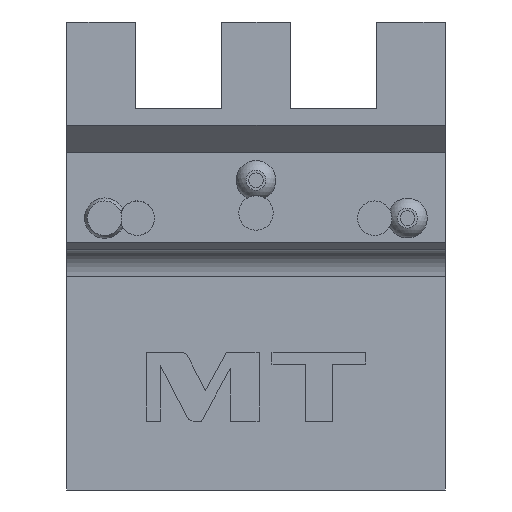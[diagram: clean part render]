
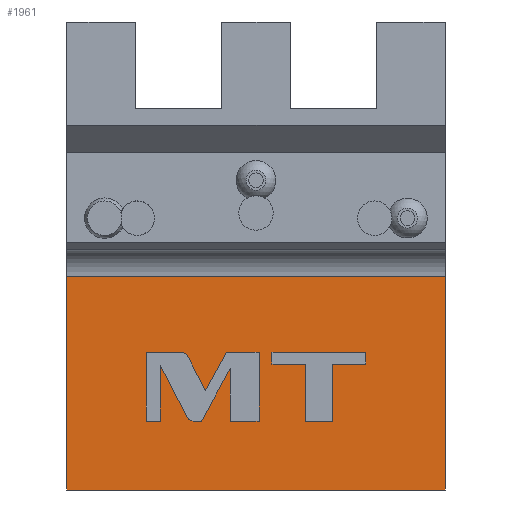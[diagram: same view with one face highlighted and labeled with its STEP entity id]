
A CAD part, left-side view. The second image highlights one B-rep face of the part: STEP entity #1961.
In plain terms, the highlighted planar face has unit normal (-1, 0, 0).
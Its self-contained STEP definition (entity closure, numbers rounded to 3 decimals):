
#21=DIRECTION('',(0.,1.,0.));
#22=VECTOR('',#21,110.);
#23=CARTESIAN_POINT('',(-30.,-55.,-55.));
#24=LINE('',#23,#22);
#204=DIRECTION('',(0.,0.,1.));
#205=VECTOR('',#204,62.);
#206=CARTESIAN_POINT('',(-30.,-55.,-55.));
#207=LINE('',#206,#205);
#232=DIRECTION('',(0.,-1.,0.));
#233=VECTOR('',#232,110.);
#234=CARTESIAN_POINT('',(-30.,55.,7.));
#235=LINE('',#234,#233);
#236=CARTESIAN_POINT('',(-30.,19.771,-16.302));
#237=CARTESIAN_POINT('',(-30.,20.186,-15.499));
#238=CARTESIAN_POINT('',(-30.,21.006,-15.));
#239=CARTESIAN_POINT('',(-30.,21.91,-15.));
#241=DIRECTION('',(0.,1.,0.));
#242=VECTOR('',#241,10.054);
#243=CARTESIAN_POINT('',(-30.,21.91,-15.));
#244=LINE('',#243,#242);
#245=DIRECTION('',(0.,0.,-1.));
#246=VECTOR('',#245,20.);
#247=CARTESIAN_POINT('',(-30.,31.964,-15.));
#248=LINE('',#247,#246);
#249=DIRECTION('',(0.,-1.,0.));
#250=VECTOR('',#249,4.16);
#251=CARTESIAN_POINT('',(-30.,31.964,-35.));
#252=LINE('',#251,#250);
#253=DIRECTION('',(0.,0.,1.));
#254=VECTOR('',#253,16.202);
#255=CARTESIAN_POINT('',(-30.,27.804,-35.));
#256=LINE('',#255,#254);
#257=DIRECTION('',(0.,-0.459,-0.888));
#258=VECTOR('',#257,16.774);
#259=CARTESIAN_POINT('',(-30.,27.804,-18.798));
#260=LINE('',#259,#258);
#261=CARTESIAN_POINT('',(-30.,20.1,-33.698));
#262=CARTESIAN_POINT('',(-30.,19.684,-34.502));
#263=CARTESIAN_POINT('',(-30.,18.863,-35.));
#264=CARTESIAN_POINT('',(-30.,17.958,-35.));
#266=DIRECTION('',(0.,-1.,0.));
#267=VECTOR('',#266,2.086);
#268=CARTESIAN_POINT('',(-30.,17.958,-35.));
#269=LINE('',#268,#267);
#270=DIRECTION('',(0.,-0.481,0.877));
#271=VECTOR('',#270,17.353);
#272=CARTESIAN_POINT('',(-30.,15.872,-35.));
#273=LINE('',#272,#271);
#274=DIRECTION('',(0.,0.,-1.));
#275=VECTOR('',#274,15.212);
#276=CARTESIAN_POINT('',(-30.,7.522,-19.788));
#277=LINE('',#276,#275);
#278=DIRECTION('',(0.,-1.,0.));
#279=VECTOR('',#278,8.416);
#280=CARTESIAN_POINT('',(-30.,7.522,-35.));
#281=LINE('',#280,#279);
#282=DIRECTION('',(0.,0.,1.));
#283=VECTOR('',#282,20.);
#284=CARTESIAN_POINT('',(-30.,-0.894,-35.));
#285=LINE('',#284,#283);
#286=DIRECTION('',(0.,1.,0.));
#287=VECTOR('',#286,9.488);
#288=CARTESIAN_POINT('',(-30.,-0.894,-15.));
#289=LINE('',#288,#287);
#290=DIRECTION('',(0.,0.481,-0.877));
#291=VECTOR('',#290,12.681);
#292=CARTESIAN_POINT('',(-30.,8.594,-15.));
#293=LINE('',#292,#291);
#294=DIRECTION('',(0.,0.459,0.888));
#295=VECTOR('',#294,11.049);
#296=CARTESIAN_POINT('',(-30.,14.696,-26.116));
#297=LINE('',#296,#295);
#298=DIRECTION('',(0.,0.,-1.));
#299=VECTOR('',#298,16.594);
#300=CARTESIAN_POINT('',(-30.,-14.344,-18.406));
#301=LINE('',#300,#299);
#302=DIRECTION('',(0.,-1.,0.));
#303=VECTOR('',#302,7.922);
#304=CARTESIAN_POINT('',(-30.,-14.344,-35.));
#305=LINE('',#304,#303);
#306=DIRECTION('',(0.,0.,1.));
#307=VECTOR('',#306,16.594);
#308=CARTESIAN_POINT('',(-30.,-22.266,-35.));
#309=LINE('',#308,#307);
#310=DIRECTION('',(0.,-1.,0.));
#311=VECTOR('',#310,9.696);
#312=CARTESIAN_POINT('',(-30.,-22.266,-18.406));
#313=LINE('',#312,#311);
#314=DIRECTION('',(0.,0.,1.));
#315=VECTOR('',#314,3.406);
#316=CARTESIAN_POINT('',(-30.,-31.962,-18.406));
#317=LINE('',#316,#315);
#318=DIRECTION('',(0.,1.,0.));
#319=VECTOR('',#318,27.314);
#320=CARTESIAN_POINT('',(-30.,-31.962,-15.));
#321=LINE('',#320,#319);
#322=DIRECTION('',(0.,0.,-1.));
#323=VECTOR('',#322,3.406);
#324=CARTESIAN_POINT('',(-30.,-4.648,-15.));
#325=LINE('',#324,#323);
#326=DIRECTION('',(0.,-1.,0.));
#327=VECTOR('',#326,9.696);
#328=CARTESIAN_POINT('',(-30.,-4.648,-18.406));
#329=LINE('',#328,#327);
#364=DIRECTION('',(0.,0.,1.));
#365=VECTOR('',#364,62.);
#366=CARTESIAN_POINT('',(-30.,55.,-55.));
#367=LINE('',#366,#365);
#1329=CARTESIAN_POINT('',(-30.,-55.,-55.));
#1330=CARTESIAN_POINT('',(-30.,55.,-55.));
#1331=VERTEX_POINT('',#1329);
#1332=VERTEX_POINT('',#1330);
#1339=CARTESIAN_POINT('',(-30.,55.,7.));
#1340=CARTESIAN_POINT('',(-30.,-55.,7.));
#1341=VERTEX_POINT('',#1339);
#1342=VERTEX_POINT('',#1340);
#1630=CARTESIAN_POINT('',(-30.,19.771,-16.302));
#1631=VERTEX_POINT('',#1630);
#1632=CARTESIAN_POINT('',(-30.,21.91,-15.));
#1633=VERTEX_POINT('',#1632);
#1634=CARTESIAN_POINT('',(-30.,31.964,-15.));
#1635=VERTEX_POINT('',#1634);
#1636=CARTESIAN_POINT('',(-30.,31.964,-35.));
#1637=VERTEX_POINT('',#1636);
#1638=CARTESIAN_POINT('',(-30.,27.804,-35.));
#1639=VERTEX_POINT('',#1638);
#1640=CARTESIAN_POINT('',(-30.,27.804,-18.798));
#1641=VERTEX_POINT('',#1640);
#1642=CARTESIAN_POINT('',(-30.,20.1,-33.698));
#1643=VERTEX_POINT('',#1642);
#1644=CARTESIAN_POINT('',(-30.,17.958,-35.));
#1645=VERTEX_POINT('',#1644);
#1646=CARTESIAN_POINT('',(-30.,15.872,-35.));
#1647=VERTEX_POINT('',#1646);
#1648=CARTESIAN_POINT('',(-30.,7.522,-19.788));
#1649=VERTEX_POINT('',#1648);
#1650=CARTESIAN_POINT('',(-30.,7.522,-35.));
#1651=VERTEX_POINT('',#1650);
#1652=CARTESIAN_POINT('',(-30.,-0.894,-35.));
#1653=VERTEX_POINT('',#1652);
#1654=CARTESIAN_POINT('',(-30.,-0.894,-15.));
#1655=VERTEX_POINT('',#1654);
#1656=CARTESIAN_POINT('',(-30.,8.594,-15.));
#1657=VERTEX_POINT('',#1656);
#1658=CARTESIAN_POINT('',(-30.,14.696,-26.116));
#1659=VERTEX_POINT('',#1658);
#1660=CARTESIAN_POINT('',(-30.,-14.344,-18.406));
#1661=VERTEX_POINT('',#1660);
#1662=CARTESIAN_POINT('',(-30.,-14.344,-35.));
#1663=VERTEX_POINT('',#1662);
#1664=CARTESIAN_POINT('',(-30.,-22.266,-35.));
#1665=VERTEX_POINT('',#1664);
#1666=CARTESIAN_POINT('',(-30.,-22.266,-18.406));
#1667=VERTEX_POINT('',#1666);
#1668=CARTESIAN_POINT('',(-30.,-31.962,-18.406));
#1669=VERTEX_POINT('',#1668);
#1670=CARTESIAN_POINT('',(-30.,-31.962,-15.));
#1671=VERTEX_POINT('',#1670);
#1672=CARTESIAN_POINT('',(-30.,-4.648,-15.));
#1673=VERTEX_POINT('',#1672);
#1674=CARTESIAN_POINT('',(-30.,-4.648,-18.406));
#1675=VERTEX_POINT('',#1674);
#1898=CARTESIAN_POINT('',(-30.,55.,15.));
#1899=DIRECTION('',(1.,0.,0.));
#1900=DIRECTION('',(0.,0.,-1.));
#1901=AXIS2_PLACEMENT_3D('',#1898,#1899,#1900);
#1902=PLANE('',#1901);
#1904=ORIENTED_EDGE('',*,*,#1903,.T.);
#1905=ORIENTED_EDGE('',*,*,#1873,.F.);
#1906=ORIENTED_EDGE('',*,*,#1691,.T.);
#1908=ORIENTED_EDGE('',*,*,#1907,.T.);
#1909=EDGE_LOOP('',(#1904,#1905,#1906,#1908));
#1910=FACE_OUTER_BOUND('',#1909,.F.);
#1912=ORIENTED_EDGE('',*,*,#1911,.T.);
#1914=ORIENTED_EDGE('',*,*,#1913,.T.);
#1916=ORIENTED_EDGE('',*,*,#1915,.T.);
#1918=ORIENTED_EDGE('',*,*,#1917,.T.);
#1920=ORIENTED_EDGE('',*,*,#1919,.T.);
#1922=ORIENTED_EDGE('',*,*,#1921,.T.);
#1924=ORIENTED_EDGE('',*,*,#1923,.T.);
#1926=ORIENTED_EDGE('',*,*,#1925,.T.);
#1928=ORIENTED_EDGE('',*,*,#1927,.T.);
#1930=ORIENTED_EDGE('',*,*,#1929,.T.);
#1932=ORIENTED_EDGE('',*,*,#1931,.T.);
#1934=ORIENTED_EDGE('',*,*,#1933,.T.);
#1936=ORIENTED_EDGE('',*,*,#1935,.T.);
#1938=ORIENTED_EDGE('',*,*,#1937,.T.);
#1940=ORIENTED_EDGE('',*,*,#1939,.T.);
#1941=EDGE_LOOP('',(#1912,#1914,#1916,#1918,#1920,#1922,#1924,#1926,#1928,#1930,
#1932,#1934,#1936,#1938,#1940));
#1942=FACE_BOUND('',#1941,.F.);
#1944=ORIENTED_EDGE('',*,*,#1943,.T.);
#1946=ORIENTED_EDGE('',*,*,#1945,.T.);
#1948=ORIENTED_EDGE('',*,*,#1947,.T.);
#1950=ORIENTED_EDGE('',*,*,#1949,.T.);
#1952=ORIENTED_EDGE('',*,*,#1951,.T.);
#1954=ORIENTED_EDGE('',*,*,#1953,.T.);
#1956=ORIENTED_EDGE('',*,*,#1955,.T.);
#1958=ORIENTED_EDGE('',*,*,#1957,.T.);
#1959=EDGE_LOOP('',(#1944,#1946,#1948,#1950,#1952,#1954,#1956,#1958));
#1960=FACE_BOUND('',#1959,.F.);
#1961=ADVANCED_FACE('',(#1910,#1942,#1960),#1902,.F.);
#240=B_SPLINE_CURVE_WITH_KNOTS('',3,(#236,#237,#238,#239),.UNSPECIFIED.,.F.,.F.,
(4,4),(0.,1.),.UNSPECIFIED.);
#265=B_SPLINE_CURVE_WITH_KNOTS('',3,(#261,#262,#263,#264),.UNSPECIFIED.,.F.,.F.,
(4,4),(0.,1.),.UNSPECIFIED.);
#1691=EDGE_CURVE('',#1331,#1332,#24,.T.);
#1873=EDGE_CURVE('',#1331,#1342,#207,.T.);
#1903=EDGE_CURVE('',#1341,#1342,#235,.T.);
#1907=EDGE_CURVE('',#1332,#1341,#367,.T.);
#1911=EDGE_CURVE('',#1631,#1633,#240,.T.);
#1913=EDGE_CURVE('',#1633,#1635,#244,.T.);
#1915=EDGE_CURVE('',#1635,#1637,#248,.T.);
#1917=EDGE_CURVE('',#1637,#1639,#252,.T.);
#1919=EDGE_CURVE('',#1639,#1641,#256,.T.);
#1921=EDGE_CURVE('',#1641,#1643,#260,.T.);
#1923=EDGE_CURVE('',#1643,#1645,#265,.T.);
#1925=EDGE_CURVE('',#1645,#1647,#269,.T.);
#1927=EDGE_CURVE('',#1647,#1649,#273,.T.);
#1929=EDGE_CURVE('',#1649,#1651,#277,.T.);
#1931=EDGE_CURVE('',#1651,#1653,#281,.T.);
#1933=EDGE_CURVE('',#1653,#1655,#285,.T.);
#1935=EDGE_CURVE('',#1655,#1657,#289,.T.);
#1937=EDGE_CURVE('',#1657,#1659,#293,.T.);
#1939=EDGE_CURVE('',#1659,#1631,#297,.T.);
#1943=EDGE_CURVE('',#1661,#1663,#301,.T.);
#1945=EDGE_CURVE('',#1663,#1665,#305,.T.);
#1947=EDGE_CURVE('',#1665,#1667,#309,.T.);
#1949=EDGE_CURVE('',#1667,#1669,#313,.T.);
#1951=EDGE_CURVE('',#1669,#1671,#317,.T.);
#1953=EDGE_CURVE('',#1671,#1673,#321,.T.);
#1955=EDGE_CURVE('',#1673,#1675,#325,.T.);
#1957=EDGE_CURVE('',#1675,#1661,#329,.T.);
